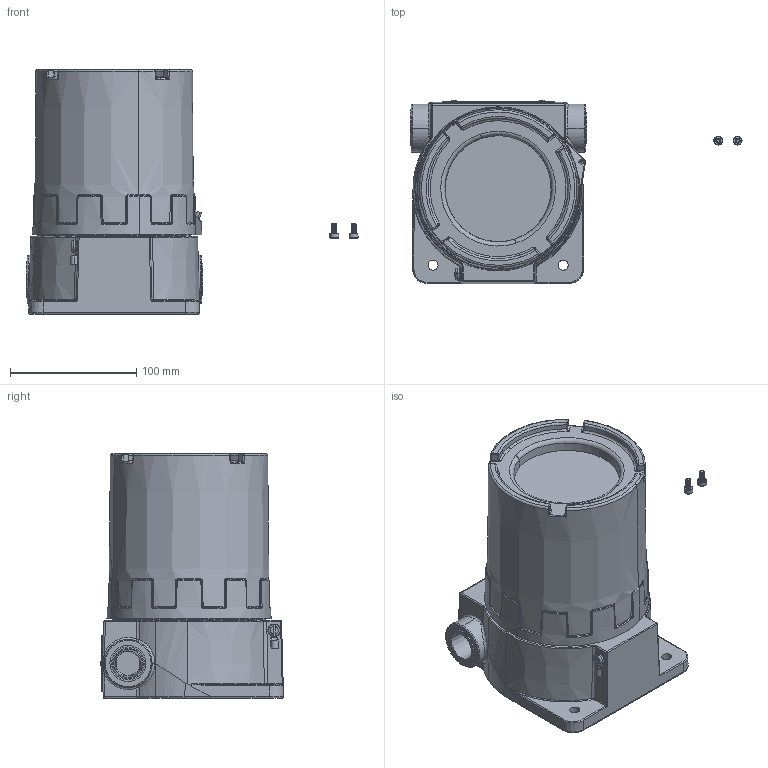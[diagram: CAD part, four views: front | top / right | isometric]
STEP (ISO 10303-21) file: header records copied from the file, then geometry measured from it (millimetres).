
FILE_DESCRIPTION (( 'STEP AP203' ), '1' );
FILE_NAME ('C2-BO.STEP', '2022-08-23T14:28:56', ( '' ), ( '' ), 'SwSTEP 2.0', 'SolidWorks 2021', '' );
FILE_SCHEMA (( 'CONFIG_CONTROL_DESIGN' ));
Length unit declared in the file: inch
Products named in the file (6): 201109; 91292A108_91292A108; 92196A535_92196A535; 200952; C2-BO; 4638K515_4638K515
Assembly tree (7 placements, depth 2):
  C2-BO
    201109
    200952
    92196A535_92196A535  x2
    91292A108_91292A108  x2
    4638K515_4638K515
Bounding box: 263.08 x 145.02 x 194.12 mm (x, y, z)
Volume: 1095922.4 mm3; surface area: 303363.8 mm2
Topology: 22 solids, 22 shells, 1713 faces, 4155 edges, 2462 vertices
Faces by surface type: plane 471, bspline 455, cylinder 358, cone 281, torus 133, sphere 15
Entity records: 64525 total; most frequent: CARTESIAN_POINT 35194, ORIENTED_EDGE 6702, DIRECTION 5084, EDGE_CURVE 3351, AXIS2_PLACEMENT_3D 2125, VERTEX_POINT 2014, EDGE_LOOP 1469, FACE_OUTER_BOUND 1405
